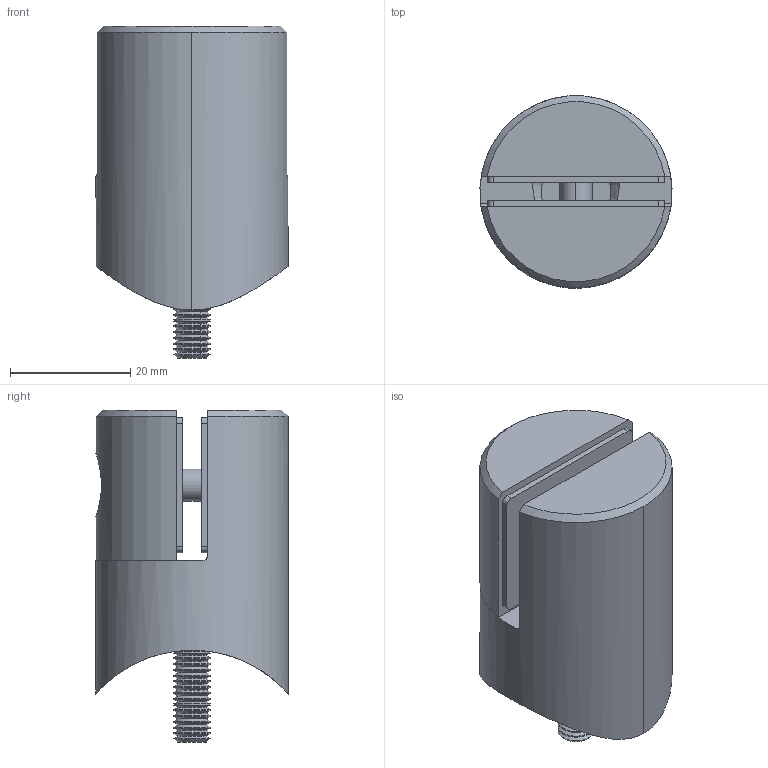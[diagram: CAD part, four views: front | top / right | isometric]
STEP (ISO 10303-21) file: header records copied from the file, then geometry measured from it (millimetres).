
FILE_DESCRIPTION (( 'STEP AP203' ), '1' );
FILE_NAME ('55350-240-42.step', '2017-07-25T08:50:06', ( '' ), ( '' ), 'SwSTEP 2.0', 'SolidWorks 2015', '' );
FILE_SCHEMA (( 'CONFIG_CONTROL_DESIGN' ));
Length unit declared in the file: millimetre
Products named in the file (6): 5533X-240 Teil2_55350-240-XX Teil2; DIN 912 M6x18_DIN 912 M6x18; 5533x-240 Teil3_55350-240-XX Teil3; socket countersunk head screw_din_DIN 7991 - M6 x 25 --- 25S; 5533X-240 Teil1_55350-240-42 Teil1; 55350-240-42
Assembly tree (6 placements, depth 2):
  55350-240-42
    5533X-240 Teil1_55350-240-42 Teil1
    5533x-240 Teil3_55350-240-XX Teil3  x2
    5533X-240 Teil2_55350-240-XX Teil2
    socket countersunk head screw_din_DIN 7991 - M6 x 25 --- 25S
    DIN 912 M6x18_DIN 912 M6x18
Bounding box: 31.97 x 32 x 55.28 mm (x, y, z)
Volume: 26788.3 mm3; surface area: 13902.5 mm2
Topology: 6 solids, 6 shells, 532 faces, 1369 edges, 882 vertices
Faces by surface type: plane 207, bspline 116, cone 100, cylinder 97, torus 12
Entity records: 23064 total; most frequent: CARTESIAN_POINT 10564, ORIENTED_EDGE 2626, DIRECTION 2176, EDGE_CURVE 1313, VERTEX_POINT 850, VECTOR 730, LINE 730, AXIS2_PLACEMENT_3D 723
